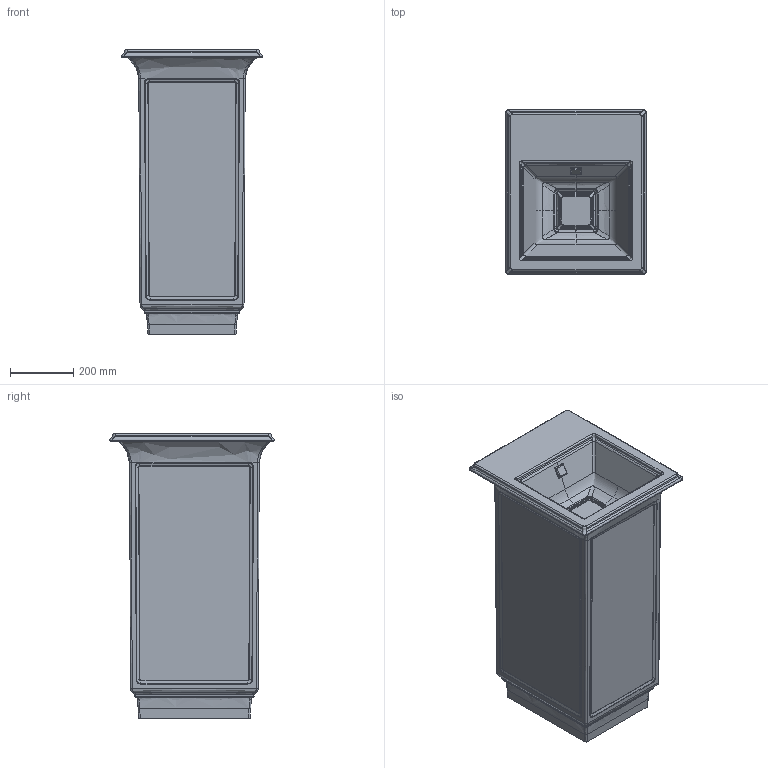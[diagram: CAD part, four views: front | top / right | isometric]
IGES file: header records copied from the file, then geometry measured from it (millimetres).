
Start section:  PTC IGES file: 46825_igs.igs
Global section: file name: 46825_igs.igs; native system: Pro/ENGINEER by Parametric Technology Corporation; preprocessor: 2010040; author: gbalzan; organization: Unknown; date: 20140403.102852; units: millimetre
Bounding box: 443 x 518.5 x 899 mm (x, y, z)
Surface area: 3188771 mm2 (no closed solid volume)
Topology: 0 solids, 0 shells, 989 faces, 4828 edges, 4798 vertices
Faces by surface type: bspline 989
